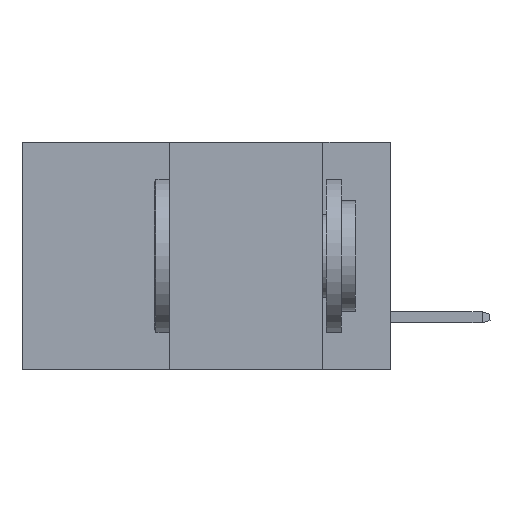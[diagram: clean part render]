
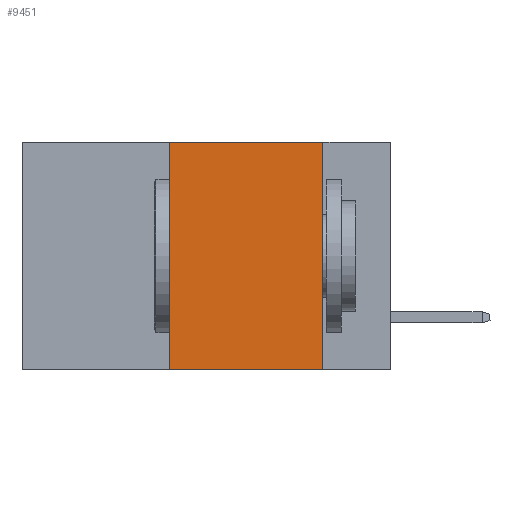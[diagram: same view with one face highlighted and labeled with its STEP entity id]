
A CAD part, left-side view. The second image highlights one B-rep face of the part: STEP entity #9451.
In plain terms, the highlighted planar face has unit normal (-1, 0, 0).
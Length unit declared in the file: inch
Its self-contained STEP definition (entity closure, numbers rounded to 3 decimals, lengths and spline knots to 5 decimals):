
#1738 = VECTOR ( 'NONE', #15199, 39.37008 ) ;
#1770 = PLANE ( 'NONE',  #13966 ) ;
#1833 = ORIENTED_EDGE ( 'NONE', *, *, #12655, .F. ) ;
#2073 = LINE ( 'NONE', #21266, #7175 ) ;
#3032 = ORIENTED_EDGE ( 'NONE', *, *, #8943, .T. ) ;
#3676 = CARTESIAN_POINT ( 'NONE',  ( 0., 0.6, 0. ) ) ;
#4795 = CARTESIAN_POINT ( 'NONE',  ( 0., 0.6, 0. ) ) ;
#5618 = DIRECTION ( 'NONE',  ( 1., 0., 0. ) ) ;
#7175 = VECTOR ( 'NONE', #17553, 39.37008 ) ;
#7695 = CARTESIAN_POINT ( 'NONE',  ( 0., 0.36, 0. ) ) ;
#8943 = EDGE_CURVE ( 'NONE', #11328, #16283, #18666, .T. ) ;
#8992 = EDGE_CURVE ( 'NONE', #11328, #15083, #16936, .T. ) ;
#9325 = CARTESIAN_POINT ( 'NONE',  ( 0., 0.6, -0.37 ) ) ;
#9451 = ADVANCED_FACE ( 'NONE', ( #20668 ), #1770, .F. ) ;
#9478 = CARTESIAN_POINT ( 'NONE',  ( 0., 0.36, 0. ) ) ;
#10548 = DIRECTION ( 'NONE',  ( 0., -1., 0. ) ) ;
#10758 = VERTEX_POINT ( 'NONE', #16103 ) ;
#11328 = VERTEX_POINT ( 'NONE', #20484 ) ;
#11412 = VECTOR ( 'NONE', #10548, 39.37008 ) ;
#11975 = ORIENTED_EDGE ( 'NONE', *, *, #8992, .F. ) ;
#12655 = EDGE_CURVE ( 'NONE', #15083, #10758, #15858, .T. ) ;
#12738 = EDGE_LOOP ( 'NONE', ( #15840, #1833, #11975, #3032 ) ) ;
#13087 = VECTOR ( 'NONE', #13136, 39.37008 ) ;
#13136 = DIRECTION ( 'NONE',  ( 0., -1., 0. ) ) ;
#13966 = AXIS2_PLACEMENT_3D ( 'NONE', #3676, #5618, #18857 ) ;
#15047 = CARTESIAN_POINT ( 'NONE',  ( 0., 0.11, -0.37 ) ) ;
#15083 = VERTEX_POINT ( 'NONE', #7695 ) ;
#15199 = DIRECTION ( 'NONE',  ( 0., 0., 1. ) ) ;
#15840 = ORIENTED_EDGE ( 'NONE', *, *, #20795, .F. ) ;
#15858 = LINE ( 'NONE', #4795, #11412 ) ;
#16103 = CARTESIAN_POINT ( 'NONE',  ( 0., 0.11, 0. ) ) ;
#16283 = VERTEX_POINT ( 'NONE', #15047 ) ;
#16936 = LINE ( 'NONE', #9478, #1738 ) ;
#17553 = DIRECTION ( 'NONE',  ( 0., 0., -1. ) ) ;
#18666 = LINE ( 'NONE', #9325, #13087 ) ;
#18857 = DIRECTION ( 'NONE',  ( 0., 0., -1. ) ) ;
#20484 = CARTESIAN_POINT ( 'NONE',  ( 0., 0.36, -0.37 ) ) ;
#20668 = FACE_OUTER_BOUND ( 'NONE', #12738, .T. ) ;
#20795 = EDGE_CURVE ( 'NONE', #10758, #16283, #2073, .T. ) ;
#21266 = CARTESIAN_POINT ( 'NONE',  ( 0., 0.11, 0. ) ) ;
